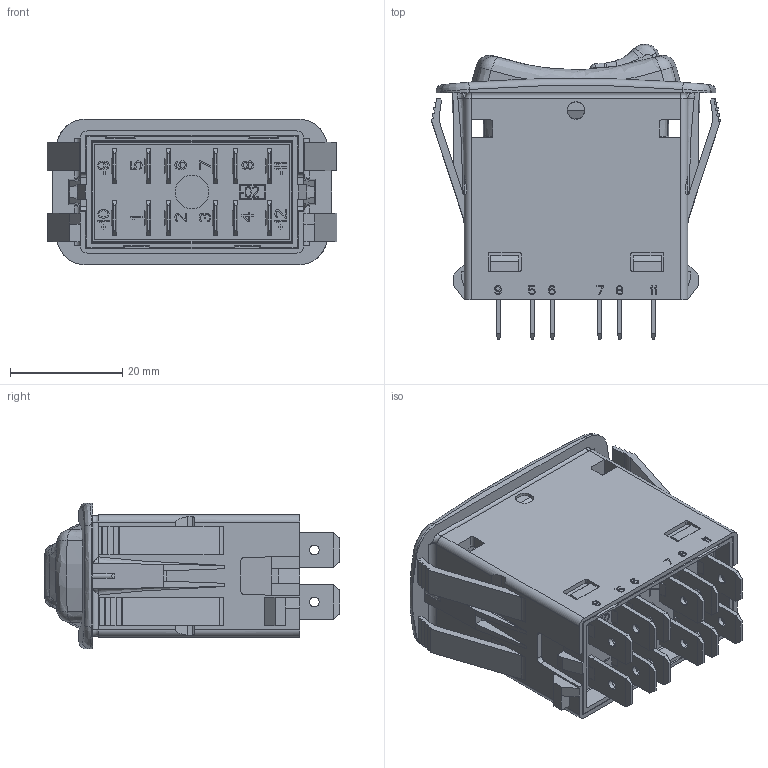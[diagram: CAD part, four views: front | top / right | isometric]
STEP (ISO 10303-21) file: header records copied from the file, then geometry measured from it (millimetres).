
FILE_DESCRIPTION((''),'2;1');
FILE_NAME('LSERIES_250QC_NOGUARD_LOCK','2011-11-23T',('danboyden'),(''),'PRO/ENGINEER BY PARAMETRIC TECHNOLOGY CORPORATION, 2010280','PRO/ENGINEER BY PARAMETRIC TECHNOLOGY CORPORATION, 2010280','');
FILE_SCHEMA(('CONFIG_CONTROL_DESIGN'));
Products named in the file (1): LSERIES_250QC_NOGUARD_LOCK
Bounding box: 51.56 x 52.56 x 25.91 mm (x, y, z)
Volume: 15934.1 mm3; surface area: 25247.8 mm2
Topology: 1 solids, 1 shells, 3264 faces, 9156 edges, 5972 vertices
Faces by surface type: plane 2560, cylinder 426, bspline 141, cone 64, torus 50, sphere 22, extrusion 1
Entity records: 118992 total; most frequent: CARTESIAN_POINT 36802, ORIENTED_EDGE 18304, DIRECTION 15049, EDGE_CURVE 9152, VECTOR 7415, LINE 7414, VERTEX_POINT 5972, AXIS2_PLACEMENT_3D 3817
